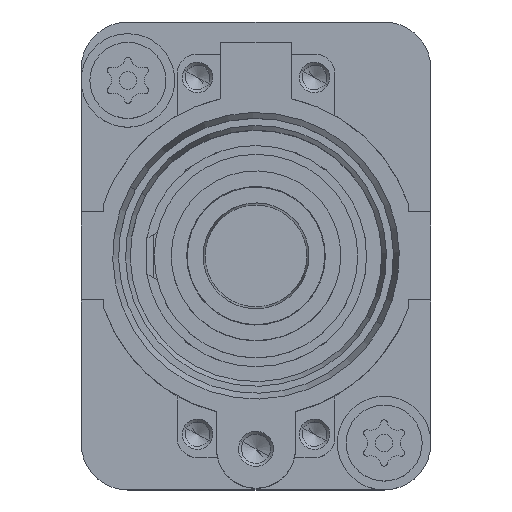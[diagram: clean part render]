
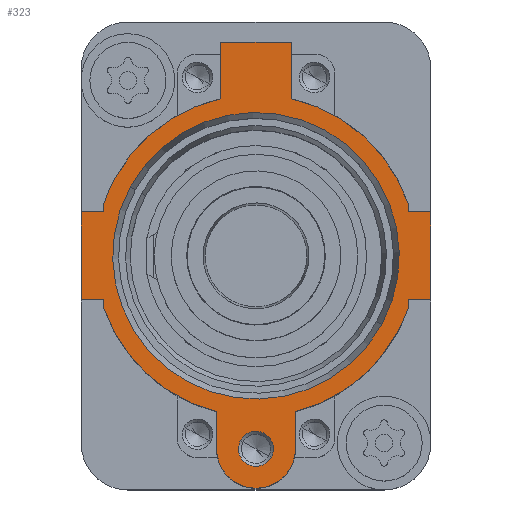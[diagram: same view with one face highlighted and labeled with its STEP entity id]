
A CAD part, top view. The second image highlights one B-rep face of the part: STEP entity #323.
In plain terms, the highlighted planar face has unit normal (0, 0, 1).
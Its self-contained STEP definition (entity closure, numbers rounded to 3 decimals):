
#75=AXIS2_PLACEMENT_3D('Plane Axis2P3D',#72,#73,#74) ;
#88=AXIS2_PLACEMENT_3D('Circle Axis2P3D',#86,#87,$) ;
#102=AXIS2_PLACEMENT_3D('Circle Axis2P3D',#100,#101,$) ;
#109=AXIS2_PLACEMENT_3D('Circle Axis2P3D',#107,#108,$) ;
#165=AXIS2_PLACEMENT_3D('Circle Axis2P3D',#163,#164,$) ;
#193=AXIS2_PLACEMENT_3D('Circle Axis2P3D',#191,#192,$) ;
#200=AXIS2_PLACEMENT_3D('Circle Axis2P3D',#198,#199,$) ;
#256=AXIS2_PLACEMENT_3D('Circle Axis2P3D',#254,#255,$) ;
#289=AXIS2_PLACEMENT_3D('Circle Axis2P3D',#287,#288,$) ;
#298=AXIS2_PLACEMENT_3D('Circle Axis2P3D',#296,#297,$) ;
#307=AXIS2_PLACEMENT_3D('Circle Axis2P3D',#305,#306,$) ;
#316=AXIS2_PLACEMENT_3D('Circle Axis2P3D',#314,#315,$) ;
#72=CARTESIAN_POINT('Axis2P3D Location',(2.4,40.,152.08)) ;
#77=CARTESIAN_POINT('Line Origine',(23.15,10.171,152.08)) ;
#81=CARTESIAN_POINT('Vertex',(23.15,13.341,152.08)) ;
#83=CARTESIAN_POINT('Vertex',(23.15,7.,152.08)) ;
#86=CARTESIAN_POINT('Axis2P3D Location',(29.9,7.,152.08)) ;
#90=CARTESIAN_POINT('Vertex',(36.65,7.,152.08)) ;
#93=CARTESIAN_POINT('Line Origine',(36.65,10.171,152.08)) ;
#97=CARTESIAN_POINT('Vertex',(36.65,13.341,152.08)) ;
#100=CARTESIAN_POINT('Axis2P3D Location',(29.9,40.,152.08)) ;
#104=CARTESIAN_POINT('Vertex',(54.034,26.816,152.08)) ;
#107=CARTESIAN_POINT('Axis2P3D Location',(29.9,40.,152.08)) ;
#111=CARTESIAN_POINT('Vertex',(55.9,31.042,152.08)) ;
#114=CARTESIAN_POINT('Line Origine',(55.9,31.771,152.08)) ;
#118=CARTESIAN_POINT('Vertex',(55.9,32.5,152.08)) ;
#121=CARTESIAN_POINT('Line Origine',(56.129,32.5,152.08)) ;
#125=CARTESIAN_POINT('Vertex',(56.358,32.5,152.08)) ;
#128=CARTESIAN_POINT('Line Origine',(58.079,32.5,152.08)) ;
#132=CARTESIAN_POINT('Vertex',(59.8,32.5,152.08)) ;
#135=CARTESIAN_POINT('Line Origine',(59.8,40.,152.08)) ;
#139=CARTESIAN_POINT('Vertex',(59.8,47.5,152.08)) ;
#142=CARTESIAN_POINT('Line Origine',(58.079,47.5,152.08)) ;
#146=CARTESIAN_POINT('Vertex',(56.358,47.5,152.08)) ;
#149=CARTESIAN_POINT('Line Origine',(56.129,47.5,152.08)) ;
#153=CARTESIAN_POINT('Vertex',(55.9,47.5,152.08)) ;
#156=CARTESIAN_POINT('Line Origine',(55.9,48.229,152.08)) ;
#160=CARTESIAN_POINT('Vertex',(55.9,48.958,152.08)) ;
#163=CARTESIAN_POINT('Axis2P3D Location',(29.9,40.,152.08)) ;
#167=CARTESIAN_POINT('Vertex',(35.9,66.837,152.08)) ;
#170=CARTESIAN_POINT('Line Origine',(35.9,71.669,152.08)) ;
#174=CARTESIAN_POINT('Vertex',(35.9,76.5,152.08)) ;
#177=CARTESIAN_POINT('Line Origine',(29.9,76.5,152.08)) ;
#181=CARTESIAN_POINT('Vertex',(23.9,76.5,152.08)) ;
#184=CARTESIAN_POINT('Line Origine',(23.9,71.669,152.08)) ;
#188=CARTESIAN_POINT('Vertex',(23.9,66.837,152.08)) ;
#191=CARTESIAN_POINT('Axis2P3D Location',(29.9,40.,152.08)) ;
#195=CARTESIAN_POINT('Vertex',(5.766,53.184,152.08)) ;
#198=CARTESIAN_POINT('Axis2P3D Location',(29.9,40.,152.08)) ;
#202=CARTESIAN_POINT('Vertex',(3.9,48.958,152.08)) ;
#205=CARTESIAN_POINT('Line Origine',(3.9,48.229,152.08)) ;
#209=CARTESIAN_POINT('Vertex',(3.9,47.5,152.08)) ;
#212=CARTESIAN_POINT('Line Origine',(3.671,47.5,152.08)) ;
#216=CARTESIAN_POINT('Vertex',(3.442,47.5,152.08)) ;
#219=CARTESIAN_POINT('Line Origine',(1.721,47.5,152.08)) ;
#223=CARTESIAN_POINT('Vertex',(0.,47.5,152.08)) ;
#226=CARTESIAN_POINT('Line Origine',(0.,40.,152.08)) ;
#230=CARTESIAN_POINT('Vertex',(0.,32.5,152.08)) ;
#233=CARTESIAN_POINT('Line Origine',(1.721,32.5,152.08)) ;
#237=CARTESIAN_POINT('Vertex',(3.442,32.5,152.08)) ;
#240=CARTESIAN_POINT('Line Origine',(3.671,32.5,152.08)) ;
#244=CARTESIAN_POINT('Vertex',(3.9,32.5,152.08)) ;
#247=CARTESIAN_POINT('Line Origine',(3.9,31.771,152.08)) ;
#251=CARTESIAN_POINT('Vertex',(3.9,31.042,152.08)) ;
#254=CARTESIAN_POINT('Axis2P3D Location',(29.9,40.,152.08)) ;
#287=CARTESIAN_POINT('Axis2P3D Location',(29.9,7.,152.08)) ;
#291=CARTESIAN_POINT('Vertex',(32.533,5.562,152.08)) ;
#293=CARTESIAN_POINT('Vertex',(27.267,8.438,152.08)) ;
#296=CARTESIAN_POINT('Axis2P3D Location',(29.9,7.,152.08)) ;
#305=CARTESIAN_POINT('Axis2P3D Location',(29.9,40.,152.08)) ;
#309=CARTESIAN_POINT('Vertex',(8.399,51.746,152.08)) ;
#311=CARTESIAN_POINT('Vertex',(51.401,28.254,152.08)) ;
#314=CARTESIAN_POINT('Axis2P3D Location',(29.9,40.,152.08)) ;
#73=DIRECTION('Axis2P3D Direction',(-0.,0.,-1.)) ;
#74=DIRECTION('Axis2P3D XDirection',(-1.,0.,0.)) ;
#78=DIRECTION('Vector Direction',(0.,1.,0.)) ;
#87=DIRECTION('Axis2P3D Direction',(-0.,0.,-1.)) ;
#94=DIRECTION('Vector Direction',(0.,1.,0.)) ;
#101=DIRECTION('Axis2P3D Direction',(-0.,0.,-1.)) ;
#108=DIRECTION('Axis2P3D Direction',(-0.,0.,-1.)) ;
#115=DIRECTION('Vector Direction',(0.,1.,0.)) ;
#122=DIRECTION('Vector Direction',(1.,0.,0.)) ;
#129=DIRECTION('Vector Direction',(1.,0.,0.)) ;
#136=DIRECTION('Vector Direction',(0.,-1.,0.)) ;
#143=DIRECTION('Vector Direction',(1.,0.,0.)) ;
#150=DIRECTION('Vector Direction',(1.,0.,0.)) ;
#157=DIRECTION('Vector Direction',(0.,1.,0.)) ;
#164=DIRECTION('Axis2P3D Direction',(-0.,0.,-1.)) ;
#171=DIRECTION('Vector Direction',(0.,1.,0.)) ;
#178=DIRECTION('Vector Direction',(1.,0.,0.)) ;
#185=DIRECTION('Vector Direction',(0.,-1.,0.)) ;
#192=DIRECTION('Axis2P3D Direction',(-0.,0.,-1.)) ;
#199=DIRECTION('Axis2P3D Direction',(-0.,0.,-1.)) ;
#206=DIRECTION('Vector Direction',(0.,1.,0.)) ;
#213=DIRECTION('Vector Direction',(-1.,0.,0.)) ;
#220=DIRECTION('Vector Direction',(1.,0.,0.)) ;
#227=DIRECTION('Vector Direction',(0.,-1.,0.)) ;
#234=DIRECTION('Vector Direction',(1.,0.,0.)) ;
#241=DIRECTION('Vector Direction',(-1.,0.,0.)) ;
#248=DIRECTION('Vector Direction',(0.,1.,0.)) ;
#255=DIRECTION('Axis2P3D Direction',(-0.,0.,-1.)) ;
#288=DIRECTION('Axis2P3D Direction',(-0.,0.,-1.)) ;
#297=DIRECTION('Axis2P3D Direction',(-0.,0.,-1.)) ;
#306=DIRECTION('Axis2P3D Direction',(-0.,0.,-1.)) ;
#315=DIRECTION('Axis2P3D Direction',(-0.,0.,-1.)) ;
#79=VECTOR('Line Direction',#78,1.) ;
#95=VECTOR('Line Direction',#94,1.) ;
#116=VECTOR('Line Direction',#115,1.) ;
#123=VECTOR('Line Direction',#122,1.) ;
#130=VECTOR('Line Direction',#129,1.) ;
#137=VECTOR('Line Direction',#136,1.) ;
#144=VECTOR('Line Direction',#143,1.) ;
#151=VECTOR('Line Direction',#150,1.) ;
#158=VECTOR('Line Direction',#157,1.) ;
#172=VECTOR('Line Direction',#171,1.) ;
#179=VECTOR('Line Direction',#178,1.) ;
#186=VECTOR('Line Direction',#185,1.) ;
#207=VECTOR('Line Direction',#206,1.) ;
#214=VECTOR('Line Direction',#213,1.) ;
#221=VECTOR('Line Direction',#220,1.) ;
#228=VECTOR('Line Direction',#227,1.) ;
#235=VECTOR('Line Direction',#234,1.) ;
#242=VECTOR('Line Direction',#241,1.) ;
#249=VECTOR('Line Direction',#248,1.) ;
#260=ORIENTED_EDGE('',*,*,#85,.T.) ;
#261=ORIENTED_EDGE('',*,*,#92,.T.) ;
#262=ORIENTED_EDGE('',*,*,#99,.T.) ;
#263=ORIENTED_EDGE('',*,*,#106,.F.) ;
#264=ORIENTED_EDGE('',*,*,#113,.F.) ;
#265=ORIENTED_EDGE('',*,*,#120,.T.) ;
#266=ORIENTED_EDGE('',*,*,#127,.T.) ;
#267=ORIENTED_EDGE('',*,*,#134,.T.) ;
#268=ORIENTED_EDGE('',*,*,#141,.F.) ;
#269=ORIENTED_EDGE('',*,*,#148,.F.) ;
#270=ORIENTED_EDGE('',*,*,#155,.F.) ;
#271=ORIENTED_EDGE('',*,*,#162,.T.) ;
#272=ORIENTED_EDGE('',*,*,#169,.F.) ;
#273=ORIENTED_EDGE('',*,*,#176,.T.) ;
#274=ORIENTED_EDGE('',*,*,#183,.F.) ;
#275=ORIENTED_EDGE('',*,*,#190,.T.) ;
#276=ORIENTED_EDGE('',*,*,#197,.F.) ;
#277=ORIENTED_EDGE('',*,*,#204,.F.) ;
#278=ORIENTED_EDGE('',*,*,#211,.F.) ;
#279=ORIENTED_EDGE('',*,*,#218,.T.) ;
#280=ORIENTED_EDGE('',*,*,#225,.T.) ;
#281=ORIENTED_EDGE('',*,*,#232,.T.) ;
#282=ORIENTED_EDGE('',*,*,#239,.F.) ;
#283=ORIENTED_EDGE('',*,*,#246,.F.) ;
#284=ORIENTED_EDGE('',*,*,#253,.F.) ;
#285=ORIENTED_EDGE('',*,*,#258,.F.) ;
#302=ORIENTED_EDGE('',*,*,#295,.T.) ;
#303=ORIENTED_EDGE('',*,*,#300,.T.) ;
#320=ORIENTED_EDGE('',*,*,#313,.T.) ;
#321=ORIENTED_EDGE('',*,*,#318,.T.) ;
#304=FACE_BOUND('',#301,.T.) ;
#322=FACE_BOUND('',#319,.T.) ;
#323=ADVANCED_FACE('58994_HDC_HP550_GHDE_1P_M40.1\\57577_HDC_HP_ABGH_1P_550A.1\\Koerper.2',(#286,#304,#322),#76,.F.) ;
#89=CIRCLE('generated circle',#88,6.75) ;
#103=CIRCLE('generated circle',#102,27.5) ;
#110=CIRCLE('generated circle',#109,27.5) ;
#166=CIRCLE('generated circle',#165,27.5) ;
#194=CIRCLE('generated circle',#193,27.5) ;
#201=CIRCLE('generated circle',#200,27.5) ;
#257=CIRCLE('generated circle',#256,27.5) ;
#290=CIRCLE('generated circle',#289,3.) ;
#299=CIRCLE('generated circle',#298,3.) ;
#308=CIRCLE('generated circle',#307,24.5) ;
#317=CIRCLE('generated circle',#316,24.5) ;
#85=EDGE_CURVE('',#82,#84,#80,.F.) ;
#92=EDGE_CURVE('',#84,#91,#89,.F.) ;
#99=EDGE_CURVE('',#91,#98,#96,.T.) ;
#106=EDGE_CURVE('',#105,#98,#103,.T.) ;
#113=EDGE_CURVE('',#112,#105,#110,.T.) ;
#120=EDGE_CURVE('',#112,#119,#117,.T.) ;
#127=EDGE_CURVE('',#119,#126,#124,.T.) ;
#134=EDGE_CURVE('',#126,#133,#131,.T.) ;
#141=EDGE_CURVE('',#140,#133,#138,.T.) ;
#148=EDGE_CURVE('',#147,#140,#145,.T.) ;
#155=EDGE_CURVE('',#154,#147,#152,.T.) ;
#162=EDGE_CURVE('',#154,#161,#159,.T.) ;
#169=EDGE_CURVE('',#168,#161,#166,.T.) ;
#176=EDGE_CURVE('',#168,#175,#173,.T.) ;
#183=EDGE_CURVE('',#182,#175,#180,.T.) ;
#190=EDGE_CURVE('',#182,#189,#187,.T.) ;
#197=EDGE_CURVE('',#196,#189,#194,.T.) ;
#204=EDGE_CURVE('',#203,#196,#201,.T.) ;
#211=EDGE_CURVE('',#210,#203,#208,.T.) ;
#218=EDGE_CURVE('',#210,#217,#215,.T.) ;
#225=EDGE_CURVE('',#217,#224,#222,.F.) ;
#232=EDGE_CURVE('',#224,#231,#229,.T.) ;
#239=EDGE_CURVE('',#238,#231,#236,.F.) ;
#246=EDGE_CURVE('',#245,#238,#243,.T.) ;
#253=EDGE_CURVE('',#252,#245,#250,.T.) ;
#258=EDGE_CURVE('',#82,#252,#257,.T.) ;
#295=EDGE_CURVE('',#292,#294,#290,.T.) ;
#300=EDGE_CURVE('',#294,#292,#299,.T.) ;
#313=EDGE_CURVE('',#310,#312,#308,.T.) ;
#318=EDGE_CURVE('',#312,#310,#317,.T.) ;
#259=EDGE_LOOP('',(#260,#261,#262,#263,#264,#265,#266,#267,#268,#269,#270,#271,#272,#273,#274,#275,#276,#277,#278,#279,#280,#281,#282,#283,#284,#285)) ;
#301=EDGE_LOOP('',(#302,#303)) ;
#319=EDGE_LOOP('',(#320,#321)) ;
#286=FACE_OUTER_BOUND('',#259,.T.) ;
#80=LINE('Line',#77,#79) ;
#96=LINE('Line',#93,#95) ;
#117=LINE('Line',#114,#116) ;
#124=LINE('Line',#121,#123) ;
#131=LINE('Line',#128,#130) ;
#138=LINE('Line',#135,#137) ;
#145=LINE('Line',#142,#144) ;
#152=LINE('Line',#149,#151) ;
#159=LINE('Line',#156,#158) ;
#173=LINE('Line',#170,#172) ;
#180=LINE('Line',#177,#179) ;
#187=LINE('Line',#184,#186) ;
#208=LINE('Line',#205,#207) ;
#215=LINE('Line',#212,#214) ;
#222=LINE('Line',#219,#221) ;
#229=LINE('Line',#226,#228) ;
#236=LINE('Line',#233,#235) ;
#243=LINE('Line',#240,#242) ;
#250=LINE('Line',#247,#249) ;
#76=PLANE('',#75) ;
#82=VERTEX_POINT('',#81) ;
#84=VERTEX_POINT('',#83) ;
#91=VERTEX_POINT('',#90) ;
#98=VERTEX_POINT('',#97) ;
#105=VERTEX_POINT('',#104) ;
#112=VERTEX_POINT('',#111) ;
#119=VERTEX_POINT('',#118) ;
#126=VERTEX_POINT('',#125) ;
#133=VERTEX_POINT('',#132) ;
#140=VERTEX_POINT('',#139) ;
#147=VERTEX_POINT('',#146) ;
#154=VERTEX_POINT('',#153) ;
#161=VERTEX_POINT('',#160) ;
#168=VERTEX_POINT('',#167) ;
#175=VERTEX_POINT('',#174) ;
#182=VERTEX_POINT('',#181) ;
#189=VERTEX_POINT('',#188) ;
#196=VERTEX_POINT('',#195) ;
#203=VERTEX_POINT('',#202) ;
#210=VERTEX_POINT('',#209) ;
#217=VERTEX_POINT('',#216) ;
#224=VERTEX_POINT('',#223) ;
#231=VERTEX_POINT('',#230) ;
#238=VERTEX_POINT('',#237) ;
#245=VERTEX_POINT('',#244) ;
#252=VERTEX_POINT('',#251) ;
#292=VERTEX_POINT('',#291) ;
#294=VERTEX_POINT('',#293) ;
#310=VERTEX_POINT('',#309) ;
#312=VERTEX_POINT('',#311) ;
